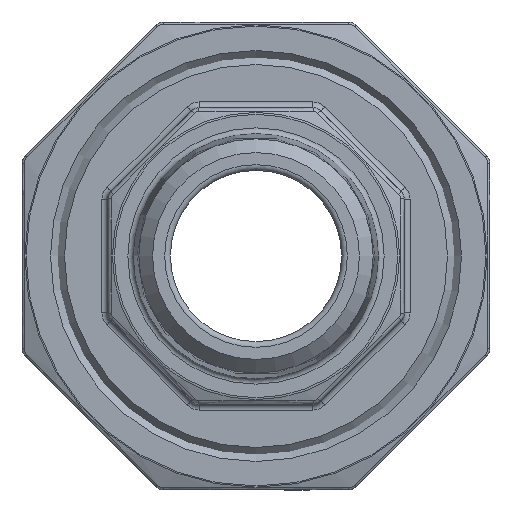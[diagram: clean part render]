
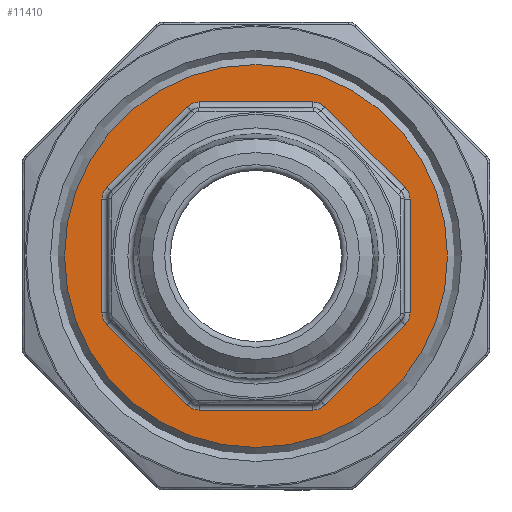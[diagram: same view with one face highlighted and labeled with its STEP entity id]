
A CAD part, left-side view. The second image highlights one B-rep face of the part: STEP entity #11410.
In plain terms, the highlighted planar face has unit normal (-1, 0, 0).
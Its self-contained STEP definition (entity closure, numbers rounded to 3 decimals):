
#36 = VERTEX_POINT ( 'NONE', #17717 ) ;
#106 = DIRECTION ( 'NONE',  ( 0., 0.707, 0.707 ) ) ;
#123 = CARTESIAN_POINT ( 'NONE',  ( -9.5, -6.031, -13.061 ) ) ;
#315 = DIRECTION ( 'NONE',  ( 0., 1., 0. ) ) ;
#405 = LINE ( 'NONE', #4974, #16358 ) ;
#564 = VECTOR ( 'NONE', #106, 1000. ) ;
#625 = ORIENTED_EDGE ( 'NONE', *, *, #16398, .T. ) ;
#674 = DIRECTION ( 'NONE',  ( 0., -1., 0. ) ) ;
#1055 = EDGE_CURVE ( 'NONE', #14117, #7888, #7480, .T. ) ;
#1210 = ORIENTED_EDGE ( 'NONE', *, *, #17500, .T. ) ;
#1405 = DIRECTION ( 'NONE',  ( 0., -1., 0. ) ) ;
#1687 = ORIENTED_EDGE ( 'NONE', *, *, #13000, .F. ) ;
#1861 = AXIS2_PLACEMENT_3D ( 'NONE', #2372, #14051, #8322 ) ;
#1931 = CARTESIAN_POINT ( 'NONE',  ( -9.5, 16.775, 0. ) ) ;
#2057 = CARTESIAN_POINT ( 'NONE',  ( -9.5, -13.061, -6.031 ) ) ;
#2114 = ORIENTED_EDGE ( 'NONE', *, *, #14782, .T. ) ;
#2246 = CARTESIAN_POINT ( 'NONE',  ( -9.5, 0., 0. ) ) ;
#2266 = CARTESIAN_POINT ( 'NONE',  ( -9.5, 4.971, 12. ) ) ;
#2363 = CIRCLE ( 'NONE', #9807, 1.5 ) ;
#2372 = CARTESIAN_POINT ( 'NONE',  ( -9.5, -4.971, -12. ) ) ;
#2594 = EDGE_CURVE ( 'NONE', #9464, #36, #405, .T. ) ;
#2619 = CARTESIAN_POINT ( 'NONE',  ( -9.5, 13.5, 0. ) ) ;
#3566 = CARTESIAN_POINT ( 'NONE',  ( -9.5, -1.158, -17.933 ) ) ;
#3755 = DIRECTION ( 'NONE',  ( 0., -0.707, 0.707 ) ) ;
#3848 = DIRECTION ( 'NONE',  ( 1., 0., 0. ) ) ;
#4105 = ORIENTED_EDGE ( 'NONE', *, *, #1055, .T. ) ;
#4129 = VERTEX_POINT ( 'NONE', #14434 ) ;
#4212 = DIRECTION ( 'NONE',  ( 0., -0.707, -0.707 ) ) ;
#4397 = EDGE_CURVE ( 'NONE', #5355, #9369, #15757, .T. ) ;
#4711 = EDGE_LOOP ( 'NONE', ( #1687 ) ) ;
#4875 = CARTESIAN_POINT ( 'NONE',  ( -9.5, 4.971, 13.5 ) ) ;
#4974 = CARTESIAN_POINT ( 'NONE',  ( -9.5, 16.775, 13.5 ) ) ;
#5032 = ORIENTED_EDGE ( 'NONE', *, *, #12028, .T. ) ;
#5306 = DIRECTION ( 'NONE',  ( 1., 0., 0. ) ) ;
#5355 = VERTEX_POINT ( 'NONE', #15923 ) ;
#5648 = VERTEX_POINT ( 'NONE', #10815 ) ;
#5893 = CARTESIAN_POINT ( 'NONE',  ( -9.5, 13.061, 6.031 ) ) ;
#5939 = EDGE_CURVE ( 'NONE', #36, #9956, #15090, .T. ) ;
#5946 = CARTESIAN_POINT ( 'NONE',  ( -9.5, 4.971, -13.5 ) ) ;
#6026 = CARTESIAN_POINT ( 'NONE',  ( -9.5, -13.061, 6.031 ) ) ;
#6059 = EDGE_CURVE ( 'NONE', #5648, #16066, #13988, .T. ) ;
#6106 = DIRECTION ( 'NONE',  ( 0., -1., 0. ) ) ;
#6465 = AXIS2_PLACEMENT_3D ( 'NONE', #6772, #3848, #15436 ) ;
#6593 = DIRECTION ( 'NONE',  ( 0., -1., 0. ) ) ;
#6713 = DIRECTION ( 'NONE',  ( 0., -1., 0. ) ) ;
#6772 = CARTESIAN_POINT ( 'NONE',  ( -9.5, -12., 4.971 ) ) ;
#7198 = DIRECTION ( 'NONE',  ( 0., 1., 0. ) ) ;
#7215 = ORIENTED_EDGE ( 'NONE', *, *, #11551, .T. ) ;
#7459 = VERTEX_POINT ( 'NONE', #5893 ) ;
#7480 = LINE ( 'NONE', #13401, #564 ) ;
#7585 = ORIENTED_EDGE ( 'NONE', *, *, #6059, .T. ) ;
#7587 = DIRECTION ( 'NONE',  ( 1., 0., 0. ) ) ;
#7888 = VERTEX_POINT ( 'NONE', #12837 ) ;
#8026 = CIRCLE ( 'NONE', #6465, 1.5 ) ;
#8050 = CIRCLE ( 'NONE', #18921, 1.5 ) ;
#8108 = AXIS2_PLACEMENT_3D ( 'NONE', #2246, #13121, #7198 ) ;
#8241 = DIRECTION ( 'NONE',  ( 0., 0.707, -0.707 ) ) ;
#8322 = DIRECTION ( 'NONE',  ( 0., -1., 0. ) ) ;
#8330 = CARTESIAN_POINT ( 'NONE',  ( -9.5, 4.971, -12. ) ) ;
#8357 = AXIS2_PLACEMENT_3D ( 'NONE', #13241, #16456, #1405 ) ;
#8463 = ORIENTED_EDGE ( 'NONE', *, *, #5939, .T. ) ;
#8750 = CARTESIAN_POINT ( 'NONE',  ( -9.5, -13.5, -4.971 ) ) ;
#9006 = DIRECTION ( 'NONE',  ( -1., 0., 0. ) ) ;
#9077 = ORIENTED_EDGE ( 'NONE', *, *, #2594, .T. ) ;
#9098 = CARTESIAN_POINT ( 'NONE',  ( -9.5, 6.031, -13.061 ) ) ;
#9369 = VERTEX_POINT ( 'NONE', #8750 ) ;
#9464 = VERTEX_POINT ( 'NONE', #4875 ) ;
#9478 = AXIS2_PLACEMENT_3D ( 'NONE', #17411, #18680, #6713 ) ;
#9807 = AXIS2_PLACEMENT_3D ( 'NONE', #10608, #7587, #18016 ) ;
#9956 = VERTEX_POINT ( 'NONE', #18616 ) ;
#10021 = VERTEX_POINT ( 'NONE', #123 ) ;
#10159 = VERTEX_POINT ( 'NONE', #2057 ) ;
#10429 = EDGE_CURVE ( 'NONE', #7459, #17426, #11320, .T. ) ;
#10553 = FACE_OUTER_BOUND ( 'NONE', #4711, .T. ) ;
#10608 = CARTESIAN_POINT ( 'NONE',  ( -9.5, -12., -4.971 ) ) ;
#10815 = CARTESIAN_POINT ( 'NONE',  ( -9.5, -4.971, -13.5 ) ) ;
#11320 = LINE ( 'NONE', #17263, #17092 ) ;
#11410 = ADVANCED_FACE ( 'NONE', ( #16395, #10553 ), #15328, .T. ) ;
#11551 = EDGE_CURVE ( 'NONE', #10021, #5648, #12064, .T. ) ;
#11557 = LINE ( 'NONE', #2619, #12078 ) ;
#11591 = LINE ( 'NONE', #17537, #14473 ) ;
#11669 = ORIENTED_EDGE ( 'NONE', *, *, #19009, .T. ) ;
#11876 = CIRCLE ( 'NONE', #12810, 1.5 ) ;
#11894 = ORIENTED_EDGE ( 'NONE', *, *, #4397, .T. ) ;
#12028 = EDGE_CURVE ( 'NONE', #12512, #18891, #11557, .T. ) ;
#12064 = CIRCLE ( 'NONE', #1861, 1.5 ) ;
#12078 = VECTOR ( 'NONE', #14482, 1000. ) ;
#12512 = VERTEX_POINT ( 'NONE', #17755 ) ;
#12600 = VECTOR ( 'NONE', #15945, 1000. ) ;
#12608 = DIRECTION ( 'NONE',  ( 0., -1., 0. ) ) ;
#12810 = AXIS2_PLACEMENT_3D ( 'NONE', #16999, #15450, #6593 ) ;
#12837 = CARTESIAN_POINT ( 'NONE',  ( -9.5, 13.061, -6.031 ) ) ;
#13000 = EDGE_CURVE ( 'NONE', #4129, #4129, #16490, .T. ) ;
#13121 = DIRECTION ( 'NONE',  ( 1., 0., 0. ) ) ;
#13159 = ORIENTED_EDGE ( 'NONE', *, *, #13947, .T. ) ;
#13241 = CARTESIAN_POINT ( 'NONE',  ( -9.5, 12., -4.971 ) ) ;
#13401 = CARTESIAN_POINT ( 'NONE',  ( -9.5, 17.933, -1.158 ) ) ;
#13619 = AXIS2_PLACEMENT_3D ( 'NONE', #1931, #9006, #6106 ) ;
#13809 = ORIENTED_EDGE ( 'NONE', *, *, #10429, .T. ) ;
#13947 = EDGE_CURVE ( 'NONE', #19199, #5355, #8026, .T. ) ;
#13988 = LINE ( 'NONE', #18174, #15690 ) ;
#14049 = AXIS2_PLACEMENT_3D ( 'NONE', #8330, #14254, #674 ) ;
#14051 = DIRECTION ( 'NONE',  ( 1., 0., 0. ) ) ;
#14117 = VERTEX_POINT ( 'NONE', #9098 ) ;
#14254 = DIRECTION ( 'NONE',  ( 1., 0., 0. ) ) ;
#14434 = CARTESIAN_POINT ( 'NONE',  ( -9.5, 16.775, 0. ) ) ;
#14473 = VECTOR ( 'NONE', #4212, 1000. ) ;
#14482 = DIRECTION ( 'NONE',  ( 0., 0., 1. ) ) ;
#14782 = EDGE_CURVE ( 'NONE', #17426, #9464, #8050, .T. ) ;
#14862 = EDGE_CURVE ( 'NONE', #7888, #12512, #16738, .T. ) ;
#14993 = CIRCLE ( 'NONE', #14049, 1.5 ) ;
#15090 = CIRCLE ( 'NONE', #9478, 1.5 ) ;
#15328 = PLANE ( 'NONE',  #13619 ) ;
#15350 = LINE ( 'NONE', #3566, #16237 ) ;
#15354 = ORIENTED_EDGE ( 'NONE', *, *, #18699, .T. ) ;
#15436 = DIRECTION ( 'NONE',  ( 0., -1., 0. ) ) ;
#15450 = DIRECTION ( 'NONE',  ( 1., 0., 0. ) ) ;
#15690 = VECTOR ( 'NONE', #315, 1000. ) ;
#15757 = LINE ( 'NONE', #18969, #12600 ) ;
#15923 = CARTESIAN_POINT ( 'NONE',  ( -9.5, -13.5, 4.971 ) ) ;
#15945 = DIRECTION ( 'NONE',  ( 0., 0., -1. ) ) ;
#16066 = VERTEX_POINT ( 'NONE', #5946 ) ;
#16237 = VECTOR ( 'NONE', #8241, 1000. ) ;
#16358 = VECTOR ( 'NONE', #12608, 1000. ) ;
#16395 = FACE_BOUND ( 'NONE', #16563, .T. ) ;
#16398 = EDGE_CURVE ( 'NONE', #9956, #19199, #11591, .T. ) ;
#16456 = DIRECTION ( 'NONE',  ( 1., 0., 0. ) ) ;
#16490 = CIRCLE ( 'NONE', #8108, 16.775 ) ;
#16563 = EDGE_LOOP ( 'NONE', ( #5032, #19134, #13809, #2114, #9077, #8463, #625, #13159, #11894, #1210, #11669, #7215, #7585, #15354, #4105, #17561 ) ) ;
#16738 = CIRCLE ( 'NONE', #8357, 1.5 ) ;
#16999 = CARTESIAN_POINT ( 'NONE',  ( -9.5, 12., 4.971 ) ) ;
#17092 = VECTOR ( 'NONE', #3755, 1000. ) ;
#17263 = CARTESIAN_POINT ( 'NONE',  ( -9.5, 17.933, 1.158 ) ) ;
#17339 = DIRECTION ( 'NONE',  ( 0., -1., 0. ) ) ;
#17411 = CARTESIAN_POINT ( 'NONE',  ( -9.5, -4.971, 12. ) ) ;
#17426 = VERTEX_POINT ( 'NONE', #17819 ) ;
#17500 = EDGE_CURVE ( 'NONE', #9369, #10159, #2363, .T. ) ;
#17537 = CARTESIAN_POINT ( 'NONE',  ( -9.5, -1.158, 17.933 ) ) ;
#17561 = ORIENTED_EDGE ( 'NONE', *, *, #14862, .T. ) ;
#17717 = CARTESIAN_POINT ( 'NONE',  ( -9.5, -4.971, 13.5 ) ) ;
#17755 = CARTESIAN_POINT ( 'NONE',  ( -9.5, 13.5, -4.971 ) ) ;
#17819 = CARTESIAN_POINT ( 'NONE',  ( -9.5, 6.031, 13.061 ) ) ;
#18016 = DIRECTION ( 'NONE',  ( 0., -1., 0. ) ) ;
#18048 = CARTESIAN_POINT ( 'NONE',  ( -9.5, 13.5, 4.971 ) ) ;
#18174 = CARTESIAN_POINT ( 'NONE',  ( -9.5, 16.775, -13.5 ) ) ;
#18616 = CARTESIAN_POINT ( 'NONE',  ( -9.5, -6.031, 13.061 ) ) ;
#18680 = DIRECTION ( 'NONE',  ( 1., 0., 0. ) ) ;
#18699 = EDGE_CURVE ( 'NONE', #16066, #14117, #14993, .T. ) ;
#18891 = VERTEX_POINT ( 'NONE', #18048 ) ;
#18921 = AXIS2_PLACEMENT_3D ( 'NONE', #2266, #5306, #17339 ) ;
#18969 = CARTESIAN_POINT ( 'NONE',  ( -9.5, -13.5, 0. ) ) ;
#19009 = EDGE_CURVE ( 'NONE', #10159, #10021, #15350, .T. ) ;
#19057 = EDGE_CURVE ( 'NONE', #18891, #7459, #11876, .T. ) ;
#19134 = ORIENTED_EDGE ( 'NONE', *, *, #19057, .T. ) ;
#19199 = VERTEX_POINT ( 'NONE', #6026 ) ;
